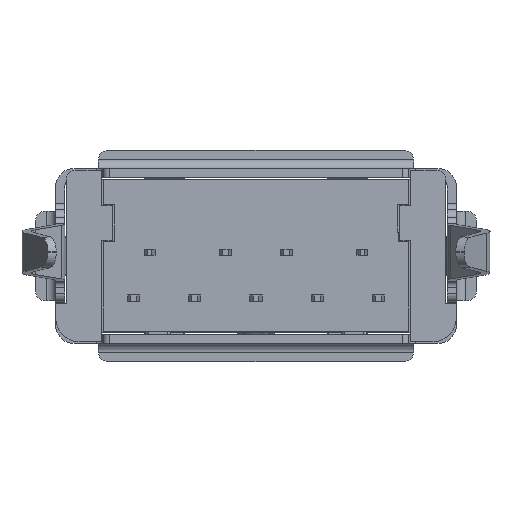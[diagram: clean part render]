
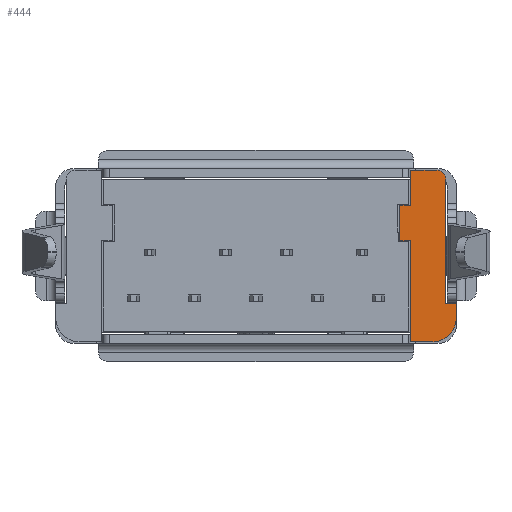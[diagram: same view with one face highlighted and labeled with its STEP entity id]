
A CAD part, front view. The second image highlights one B-rep face of the part: STEP entity #444.
In plain terms, the highlighted planar face has unit normal (0, -1, 0).
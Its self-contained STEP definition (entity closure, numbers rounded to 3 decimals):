
#444=ADVANCED_FACE('NONE',(#1797),#1798,.T.);
#1797=FACE_OUTER_BOUND('',#4333,.T.);
#1798=PLANE('',#4334);
#4333=EDGE_LOOP('',(#9367,#9368,#9369,#9370,#9371,#9372,#9373,#9374,#9375,#9376,#9377,#9378));
#4334=AXIS2_PLACEMENT_3D('',#9379,#9380,#9381);
#9367=ORIENTED_EDGE('',*,*,#15159,.F.);
#9368=ORIENTED_EDGE('',*,*,#15708,.T.);
#9369=ORIENTED_EDGE('',*,*,#15877,.T.);
#9370=ORIENTED_EDGE('',*,*,#15879,.F.);
#9371=ORIENTED_EDGE('',*,*,#15880,.T.);
#9372=ORIENTED_EDGE('',*,*,#15881,.F.);
#9373=ORIENTED_EDGE('',*,*,#15882,.F.);
#9374=ORIENTED_EDGE('',*,*,#15883,.F.);
#9375=ORIENTED_EDGE('',*,*,#15884,.F.);
#9376=ORIENTED_EDGE('',*,*,#15256,.F.);
#9377=ORIENTED_EDGE('',*,*,#15162,.F.);
#9378=ORIENTED_EDGE('',*,*,#15084,.F.);
#9379=CARTESIAN_POINT('',(6.587,0.,2.922));
#9380=DIRECTION('',(0.,-1.0,0.));
#9381=DIRECTION('',(1.0,0.,0.));
#15084=EDGE_CURVE('NONE',#18006,#18008,#18009,.T.);
#15159=EDGE_CURVE('NONE',#18135,#18006,#18136,.T.);
#15162=EDGE_CURVE('NONE',#18008,#18140,#18141,.T.);
#15256=EDGE_CURVE('NONE',#18140,#18297,#18298,.T.);
#15708=EDGE_CURVE('NONE',#18135,#19037,#19038,.T.);
#15877=EDGE_CURVE('NONE',#19037,#19287,#19288,.T.);
#15879=EDGE_CURVE('NONE',#19290,#19287,#19291,.T.);
#15880=EDGE_CURVE('NONE',#19290,#19292,#19293,.T.);
#15881=EDGE_CURVE('NONE',#19294,#19292,#19295,.T.);
#15882=EDGE_CURVE('NONE',#19296,#19294,#19297,.T.);
#15883=EDGE_CURVE('NONE',#19298,#19296,#19299,.T.);
#15884=EDGE_CURVE('NONE',#18297,#19298,#19300,.T.);
#18006=VERTEX_POINT('NONE',#22796);
#18008=VERTEX_POINT('NONE',#22799);
#18009=LINE('',#22800,#22801);
#18135=VERTEX_POINT('NONE',#23028);
#18136=LINE('',#23029,#23030);
#18140=VERTEX_POINT('NONE',#23036);
#18141=CIRCLE('',#23037,0.8);
#18297=VERTEX_POINT('NONE',#23332);
#18298=LINE('',#23333,#23334);
#19037=VERTEX_POINT('NONE',#24595);
#19038=LINE('',#24596,#24597);
#19287=VERTEX_POINT('NONE',#25077);
#19288=CIRCLE('',#25078,0.3);
#19290=VERTEX_POINT('NONE',#25081);
#19291=LINE('',#25082,#25083);
#19292=VERTEX_POINT('NONE',#25084);
#19293=LINE('',#25085,#25086);
#19294=VERTEX_POINT('NONE',#25087);
#19295=LINE('',#25088,#25089);
#19296=VERTEX_POINT('NONE',#25090);
#19297=LINE('',#25091,#25092);
#19298=VERTEX_POINT('NONE',#25093);
#19299=LINE('',#25094,#25095);
#19300=LINE('',#25096,#25097);
#22796=CARTESIAN_POINT('',(6.55,0.,-1.56));
#22799=CARTESIAN_POINT('',(6.55,0.,-2.01));
#22800=CARTESIAN_POINT('',(6.55,0.,0.));
#22801=VECTOR('',#29984,1000.0);
#23028=CARTESIAN_POINT('',(6.2,0.,-1.56));
#23029=CARTESIAN_POINT('',(5.625,0.,-1.56));
#23030=VECTOR('',#30087,1000.0);
#23036=CARTESIAN_POINT('',(5.75,0.,-2.81));
#23037=AXIS2_PLACEMENT_3D('',#30090,#30091,#30092);
#23332=CARTESIAN_POINT('',(5.05,0.,-2.81));
#23333=CARTESIAN_POINT('',(5.625,0.,-2.81));
#23334=VECTOR('',#30216,1000.0);
#24595=CARTESIAN_POINT('',(6.2,0.,2.51));
#24596=CARTESIAN_POINT('',(6.2,0.,0.25));
#24597=VECTOR('',#30872,1000.0);
#25077=CARTESIAN_POINT('',(5.9,0.,2.81));
#25078=AXIS2_PLACEMENT_3D('',#31061,#31062,#31063);
#25081=CARTESIAN_POINT('',(5.05,0.,2.81));
#25082=CARTESIAN_POINT('',(5.625,0.,2.81));
#25083=VECTOR('',#31065,1000.0);
#25084=CARTESIAN_POINT('',(5.05,0.,1.655));
#25085=CARTESIAN_POINT('',(5.05,0.,0.));
#25086=VECTOR('',#31066,1000.0);
#25087=CARTESIAN_POINT('',(4.7,0.,1.655));
#25088=CARTESIAN_POINT('',(5.625,0.,1.655));
#25089=VECTOR('',#31067,1000.0);
#25090=CARTESIAN_POINT('',(4.7,0.,0.505));
#25091=CARTESIAN_POINT('',(4.7,0.,0.));
#25092=VECTOR('',#31068,1000.0);
#25093=CARTESIAN_POINT('',(5.05,0.,0.505));
#25094=CARTESIAN_POINT('',(5.625,0.,0.505));
#25095=VECTOR('',#31069,1000.0);
#25096=CARTESIAN_POINT('',(5.05,0.,0.));
#25097=VECTOR('',#31070,1000.0);
#29984=DIRECTION('',(0.,0.,-1.0));
#30087=DIRECTION('',(1.0,0.,0.));
#30090=CARTESIAN_POINT('',(5.75,0.,-2.01));
#30091=DIRECTION('',(0.,1.0,0.));
#30092=DIRECTION('',(-1.0,0.,0.));
#30216=DIRECTION('',(-1.0,0.,0.));
#30872=DIRECTION('',(0.,0.,1.0));
#31061=CARTESIAN_POINT('',(5.9,0.,2.51));
#31062=DIRECTION('',(0.,-1.0,0.));
#31063=DIRECTION('',(-1.0,0.,0.));
#31065=DIRECTION('',(1.0,0.,0.));
#31066=DIRECTION('',(0.,0.,-1.0));
#31067=DIRECTION('',(1.0,0.,0.));
#31068=DIRECTION('',(0.,0.,1.0));
#31069=DIRECTION('',(-1.0,0.,0.));
#31070=DIRECTION('',(0.,0.,1.0));
